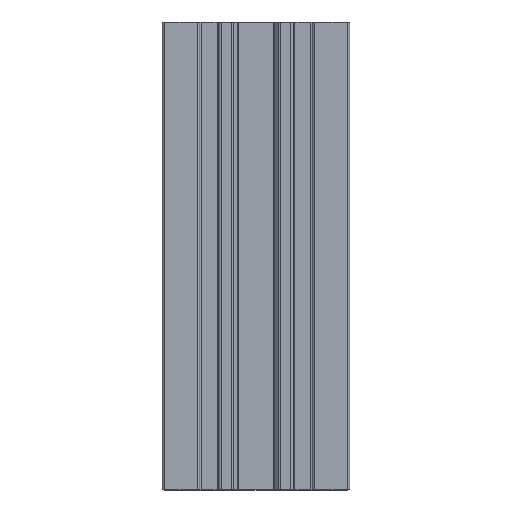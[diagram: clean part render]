
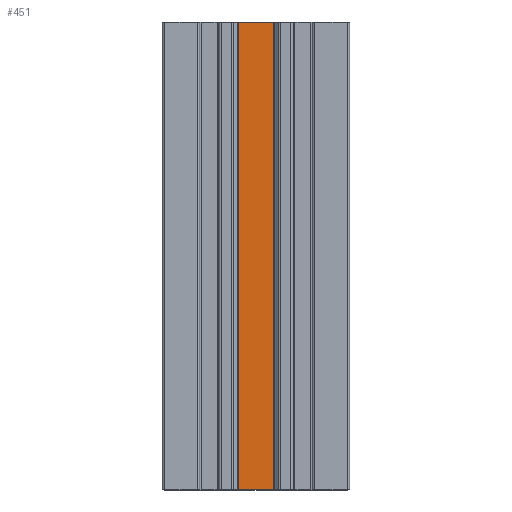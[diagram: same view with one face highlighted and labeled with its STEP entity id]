
A CAD part, top view. The second image highlights one B-rep face of the part: STEP entity #451.
In plain terms, the highlighted planar face has unit normal (0, 0, 1).
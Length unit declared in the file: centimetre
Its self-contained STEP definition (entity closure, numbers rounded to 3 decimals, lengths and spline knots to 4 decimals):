
#69 = EDGE_CURVE ( 'NONE', #481, #3972, #6843, .T. ) ;
#114 = AXIS2_PLACEMENT_3D ( 'NONE', #2378, #3442, #677 ) ;
#133 = LINE ( 'NONE', #5766, #2414 ) ;
#246 = DIRECTION ( 'NONE',  ( 1., 0., 0. ) ) ;
#451 = ADVANCED_FACE ( 'NONE', ( #4636 ), #750, .T. ) ;
#481 = VERTEX_POINT ( 'NONE', #6223 ) ;
#594 = VECTOR ( 'NONE', #246, 100. ) ;
#677 = DIRECTION ( 'NONE',  ( 1., 0., 0. ) ) ;
#717 = CARTESIAN_POINT ( 'NONE',  ( 0., 20., -1.01 ) ) ;
#750 = PLANE ( 'NONE',  #114 ) ;
#1189 = EDGE_CURVE ( 'NONE', #2305, #3972, #3260, .T. ) ;
#2100 = EDGE_CURVE ( 'NONE', #4113, #2305, #2497, .T. ) ;
#2111 = EDGE_CURVE ( 'NONE', #481, #4113, #133, .T. ) ;
#2233 = DIRECTION ( 'NONE',  ( 0., 1., 0. ) ) ;
#2305 = VERTEX_POINT ( 'NONE', #4889 ) ;
#2378 = CARTESIAN_POINT ( 'NONE',  ( -1.36, 0., -1.01 ) ) ;
#2414 = VECTOR ( 'NONE', #2926, 100. ) ;
#2497 = LINE ( 'NONE', #6228, #5550 ) ;
#2926 = DIRECTION ( 'NONE',  ( 0., -1., 0. ) ) ;
#3260 = LINE ( 'NONE', #4994, #5872 ) ;
#3442 = DIRECTION ( 'NONE',  ( 0., 0., 1. ) ) ;
#3609 = EDGE_LOOP ( 'NONE', ( #3662, #6386, #3755, #3724 ) ) ;
#3662 = ORIENTED_EDGE ( 'NONE', *, *, #2100, .T. ) ;
#3724 = ORIENTED_EDGE ( 'NONE', *, *, #2111, .T. ) ;
#3755 = ORIENTED_EDGE ( 'NONE', *, *, #69, .F. ) ;
#3972 = VERTEX_POINT ( 'NONE', #4812 ) ;
#4013 = CARTESIAN_POINT ( 'NONE',  ( -1.36, 0., -1.01 ) ) ;
#4113 = VERTEX_POINT ( 'NONE', #4013 ) ;
#4636 = FACE_OUTER_BOUND ( 'NONE', #3609, .T. ) ;
#4712 = DIRECTION ( 'NONE',  ( 1., 0., 0. ) ) ;
#4812 = CARTESIAN_POINT ( 'NONE',  ( 1.36, 20., -1.01 ) ) ;
#4889 = CARTESIAN_POINT ( 'NONE',  ( 1.36, 0., -1.01 ) ) ;
#4994 = CARTESIAN_POINT ( 'NONE',  ( 1.36, 0., -1.01 ) ) ;
#5550 = VECTOR ( 'NONE', #4712, 100. ) ;
#5766 = CARTESIAN_POINT ( 'NONE',  ( -1.36, 0., -1.01 ) ) ;
#5872 = VECTOR ( 'NONE', #2233, 100. ) ;
#6223 = CARTESIAN_POINT ( 'NONE',  ( -1.36, 20., -1.01 ) ) ;
#6228 = CARTESIAN_POINT ( 'NONE',  ( -1.36, 0., -1.01 ) ) ;
#6386 = ORIENTED_EDGE ( 'NONE', *, *, #1189, .T. ) ;
#6843 = LINE ( 'NONE', #717, #594 ) ;
